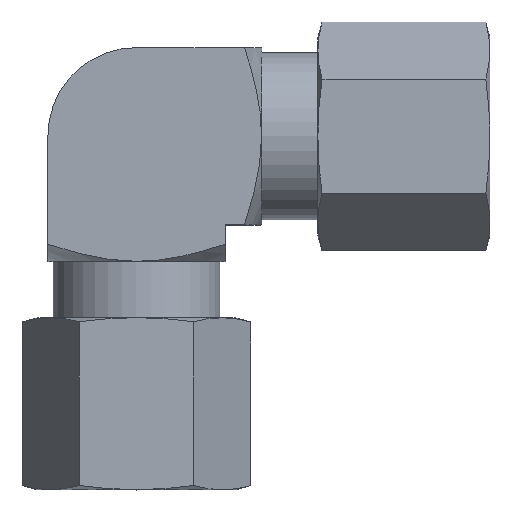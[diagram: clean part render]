
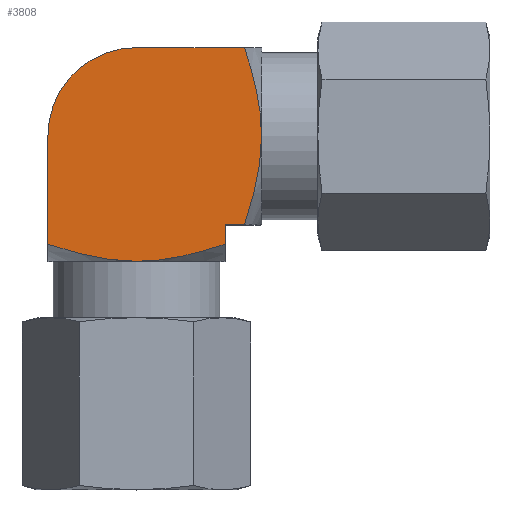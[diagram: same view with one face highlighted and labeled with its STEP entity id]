
A CAD part, top view. The second image highlights one B-rep face of the part: STEP entity #3808.
In plain terms, the highlighted planar face has unit normal (0, 0, 1).
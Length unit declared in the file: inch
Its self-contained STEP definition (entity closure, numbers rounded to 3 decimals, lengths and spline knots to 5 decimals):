
#1307=CARTESIAN_POINT('',(0.33465,-0.4078,
0.33465));
#1308=CARTESIAN_POINT('',(0.3206,-0.41243,
0.33465));
#1309=CARTESIAN_POINT('',(0.29359,-0.42105,
0.33465));
#1310=CARTESIAN_POINT('',(0.25681,-0.43193,
0.33465));
#1311=CARTESIAN_POINT('',(0.22227,-0.44131,
0.33465));
#1312=CARTESIAN_POINT('',(0.18935,-0.44935,
0.33465));
#1313=CARTESIAN_POINT('',(0.1574,-0.45621,
0.33465));
#1314=CARTESIAN_POINT('',(0.12595,-0.46194,
0.33465));
#1315=CARTESIAN_POINT('',(0.09465,-0.46652,
0.33465));
#1316=CARTESIAN_POINT('',(0.06326,-0.4699,
0.33465));
#1317=CARTESIAN_POINT('',(0.03169,-0.47197,
0.33465));
#1318=CARTESIAN_POINT('',(0.01058,-0.47244,
0.33465));
#1319=CARTESIAN_POINT('',(0.,-0.47244,0.33465));
#1335=DIRECTION('',(0.,-1.,0.));
#1336=VECTOR('',#1335,0.4078);
#1337=CARTESIAN_POINT('',(-0.33465,0.,0.33465));
#1338=LINE('',#1337,#1336);
#1339=CARTESIAN_POINT('',(0.,0.,0.33465));
#1340=DIRECTION('',(0.,0.,1.));
#1341=DIRECTION('',(0.,1.,0.));
#1342=AXIS2_PLACEMENT_3D('',#1339,#1340,#1341);
#1344=DIRECTION('',(-1.,0.,0.));
#1345=VECTOR('',#1344,0.4078);
#1346=CARTESIAN_POINT('',(0.4078,0.33465,
0.33465));
#1347=LINE('',#1346,#1345);
#1348=DIRECTION('',(1.,0.,0.));
#1349=VECTOR('',#1348,0.07316);
#1350=CARTESIAN_POINT('',(0.33465,-0.33465,
0.33465));
#1351=LINE('',#1350,#1349);
#1352=DIRECTION('',(0.,1.,0.));
#1353=VECTOR('',#1352,0.07316);
#1354=CARTESIAN_POINT('',(0.33465,-0.4078,
0.33465));
#1355=LINE('',#1354,#1353);
#1356=CARTESIAN_POINT('',(-0.33465,-0.4078,
0.33465));
#1370=CARTESIAN_POINT('',(0.,-0.47244,0.33465));
#1371=CARTESIAN_POINT('',(-0.01068,-0.47244,
0.33465));
#1372=CARTESIAN_POINT('',(-0.03198,-0.47196,
0.33465));
#1373=CARTESIAN_POINT('',(-0.06379,-0.46985,
0.33465));
#1374=CARTESIAN_POINT('',(-0.09543,-0.46643,
0.33465));
#1375=CARTESIAN_POINT('',(-0.12693,-0.46178,
0.33465));
#1376=CARTESIAN_POINT('',(-0.15851,-0.45599,
0.33465));
#1377=CARTESIAN_POINT('',(-0.19052,-0.44908,
0.33465));
#1378=CARTESIAN_POINT('',(-0.22343,-0.44101,
0.33465));
#1379=CARTESIAN_POINT('',(-0.25775,-0.43166,
0.33465));
#1380=CARTESIAN_POINT('',(-0.29425,-0.42084,
0.33465));
#1381=CARTESIAN_POINT('',(-0.32085,-0.41235,
0.33465));
#1382=CARTESIAN_POINT('',(-0.33465,-0.4078,
0.33465));
#1523=CARTESIAN_POINT('',(0.47244,0.,0.33465));
#1524=CARTESIAN_POINT('',(0.47244,-0.01068,
0.33465));
#1525=CARTESIAN_POINT('',(0.47196,-0.03198,
0.33465));
#1526=CARTESIAN_POINT('',(0.46985,-0.06379,
0.33465));
#1527=CARTESIAN_POINT('',(0.46643,-0.09543,
0.33465));
#1528=CARTESIAN_POINT('',(0.46178,-0.12693,
0.33465));
#1529=CARTESIAN_POINT('',(0.45599,-0.15851,
0.33465));
#1530=CARTESIAN_POINT('',(0.44908,-0.19052,
0.33465));
#1531=CARTESIAN_POINT('',(0.44101,-0.22343,
0.33465));
#1532=CARTESIAN_POINT('',(0.43166,-0.25775,
0.33465));
#1533=CARTESIAN_POINT('',(0.42084,-0.29425,
0.33465));
#1534=CARTESIAN_POINT('',(0.41235,-0.32085,
0.33465));
#1535=CARTESIAN_POINT('',(0.4078,-0.33465,
0.33465));
#1565=CARTESIAN_POINT('',(0.4078,0.33465,
0.33465));
#1566=CARTESIAN_POINT('',(0.41243,0.3206,
0.33465));
#1567=CARTESIAN_POINT('',(0.42105,0.29359,
0.33465));
#1568=CARTESIAN_POINT('',(0.43193,0.25681,
0.33465));
#1569=CARTESIAN_POINT('',(0.44131,0.22227,
0.33465));
#1570=CARTESIAN_POINT('',(0.44935,0.18935,
0.33465));
#1571=CARTESIAN_POINT('',(0.45621,0.1574,
0.33465));
#1572=CARTESIAN_POINT('',(0.46194,0.12595,
0.33465));
#1573=CARTESIAN_POINT('',(0.46652,0.09465,
0.33465));
#1574=CARTESIAN_POINT('',(0.4699,0.06326,
0.33465));
#1575=CARTESIAN_POINT('',(0.47197,0.03169,
0.33465));
#1576=CARTESIAN_POINT('',(0.47244,0.01058,
0.33465));
#1577=CARTESIAN_POINT('',(0.47244,0.,0.33465));
#1699=VERTEX_POINT('',#1356);
#1700=CARTESIAN_POINT('',(0.,-0.47244,0.33465));
#1701=VERTEX_POINT('',#1700);
#1702=VERTEX_POINT('',#1307);
#1703=CARTESIAN_POINT('',(-0.33465,0.,0.33465));
#1704=VERTEX_POINT('',#1703);
#1707=CARTESIAN_POINT('',(0.33465,-0.33465,
0.33465));
#1708=VERTEX_POINT('',#1707);
#1709=CARTESIAN_POINT('',(0.4078,-0.33465,
0.33465));
#1710=VERTEX_POINT('',#1709);
#1711=VERTEX_POINT('',#1523);
#1712=VERTEX_POINT('',#1565);
#1713=CARTESIAN_POINT('',(0.,0.33465,0.33465));
#1714=VERTEX_POINT('',#1713);
#3784=CARTESIAN_POINT('',(0.04534,0.04534,
0.33465));
#3785=DIRECTION('',(0.,0.,1.));
#3786=DIRECTION('',(1.,0.,0.));
#3787=AXIS2_PLACEMENT_3D('',#3784,#3785,#3786);
#3788=PLANE('',#3787);
#3790=ORIENTED_EDGE('',*,*,#3789,.T.);
#3792=ORIENTED_EDGE('',*,*,#3791,.F.);
#3794=ORIENTED_EDGE('',*,*,#3793,.F.);
#3796=ORIENTED_EDGE('',*,*,#3795,.F.);
#3798=ORIENTED_EDGE('',*,*,#3797,.T.);
#3800=ORIENTED_EDGE('',*,*,#3799,.T.);
#3802=ORIENTED_EDGE('',*,*,#3801,.F.);
#3804=ORIENTED_EDGE('',*,*,#3803,.F.);
#3805=ORIENTED_EDGE('',*,*,#3769,.T.);
#3806=EDGE_LOOP('',(#3790,#3792,#3794,#3796,#3798,#3800,#3802,#3804,#3805));
#3807=FACE_OUTER_BOUND('',#3806,.F.);
#3808=ADVANCED_FACE('',(#3807),#3788,.T.);
#1320=B_SPLINE_CURVE_WITH_KNOTS('',3,(#1307,#1308,#1309,#1310,#1311,#1312,#1313,
#1314,#1315,#1316,#1317,#1318,#1319),.UNSPECIFIED.,.F.,.F.,(4,1,1,1,1,1,1,1,1,1,
4),(0.,0.1,0.2,0.3,0.4,0.5,0.6,0.7,0.8,0.9,1.),
.UNSPECIFIED.);
#1343=CIRCLE('',#1342,0.33465);
#1383=B_SPLINE_CURVE_WITH_KNOTS('',3,(#1370,#1371,#1372,#1373,#1374,#1375,#1376,
#1377,#1378,#1379,#1380,#1381,#1382),.UNSPECIFIED.,.F.,.F.,(4,1,1,1,1,1,1,1,1,1,
4),(0.,0.1,0.2,0.3,0.4,0.5,0.6,0.7,0.8,0.9,1.),
.UNSPECIFIED.);
#1536=B_SPLINE_CURVE_WITH_KNOTS('',3,(#1523,#1524,#1525,#1526,#1527,#1528,#1529,
#1530,#1531,#1532,#1533,#1534,#1535),.UNSPECIFIED.,.F.,.F.,(4,1,1,1,1,1,1,1,1,1,
4),(0.,0.1,0.2,0.3,0.4,0.5,0.6,0.7,0.8,0.9,1.),
.UNSPECIFIED.);
#1578=B_SPLINE_CURVE_WITH_KNOTS('',3,(#1565,#1566,#1567,#1568,#1569,#1570,#1571,
#1572,#1573,#1574,#1575,#1576,#1577),.UNSPECIFIED.,.F.,.F.,(4,1,1,1,1,1,1,1,1,1,
4),(0.,0.1,0.2,0.3,0.4,0.5,0.6,0.7,0.8,0.9,1.),
.UNSPECIFIED.);
#3769=EDGE_CURVE('',#1702,#1701,#1320,.T.);
#3789=EDGE_CURVE('',#1701,#1699,#1383,.T.);
#3791=EDGE_CURVE('',#1704,#1699,#1338,.T.);
#3793=EDGE_CURVE('',#1714,#1704,#1343,.T.);
#3795=EDGE_CURVE('',#1712,#1714,#1347,.T.);
#3797=EDGE_CURVE('',#1712,#1711,#1578,.T.);
#3799=EDGE_CURVE('',#1711,#1710,#1536,.T.);
#3801=EDGE_CURVE('',#1708,#1710,#1351,.T.);
#3803=EDGE_CURVE('',#1702,#1708,#1355,.T.);
